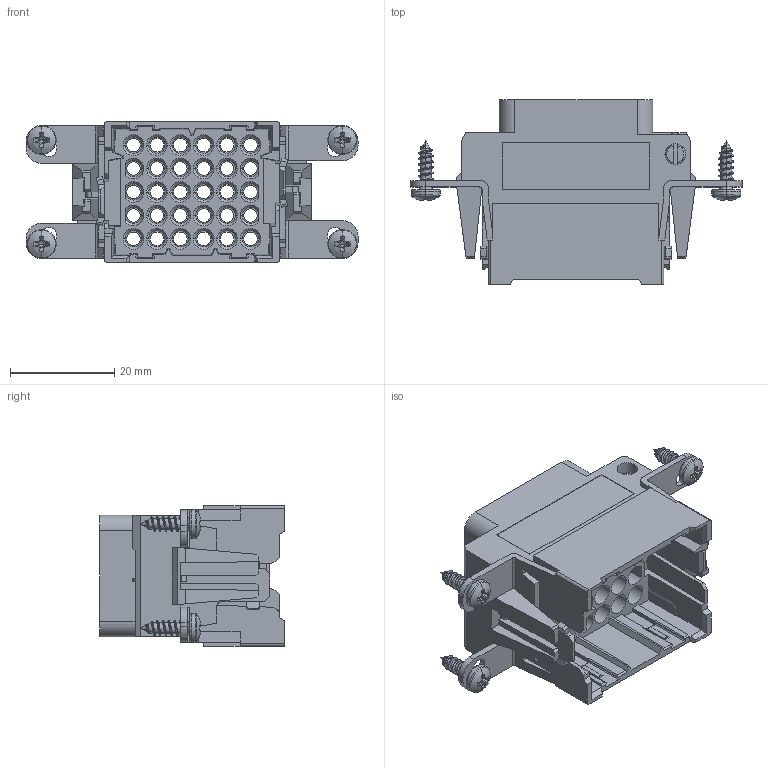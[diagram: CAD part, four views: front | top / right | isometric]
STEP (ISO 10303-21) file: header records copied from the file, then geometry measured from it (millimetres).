
FILE_DESCRIPTION(('Creo Elements/Direct Modeling STEP Export'),'2;1');
FILE_NAME('model.stp','2020-10-30T 6:57:02',(''),(''),'Creo Elements/Direct Modeling STEP processor for AP214 (Solid Model)','Creo Elements/Direct Modeling 20.1A 29-Sep-2018 (C) Parametric Technology GmbH','');
FILE_SCHEMA(('AUTOMOTIVE_DESIGN { 1 0 10303 214 1 1 1 1 }'));
Length unit declared in the file: millimetre
Products named in the file (3): SCHR.BLECH-DIN7981-CH2.9x9.5ZN.3; VC-D2-ST30-PE.; VC-D2-ST30-PE
Assembly tree (5 placements, depth 2):
  VC-D2-ST30-PE
    SCHR.BLECH-DIN7981-CH2.9x9.5ZN.3  x4
    VC-D2-ST30-PE.
Bounding box: 63.8 x 35.5 x 27 mm (x, y, z)
Volume: 15687.5 mm3; surface area: 17117 mm2
Topology: 5 solids, 5 shells, 1868 faces, 4935 edges, 3139 vertices
Faces by surface type: plane 1107, cylinder 400, cone 228, bspline 64, extrusion 33, torus 28, sphere 8
Entity records: 79764 total; most frequent: CARTESIAN_POINT 26506, ORIENTED_EDGE 8770, DIRECTION 7447, EDGE_CURVE 4385, VECTOR 3357, LINE 3324, VERTEX_POINT 2800, AXIS2_PLACEMENT_3D 2045
